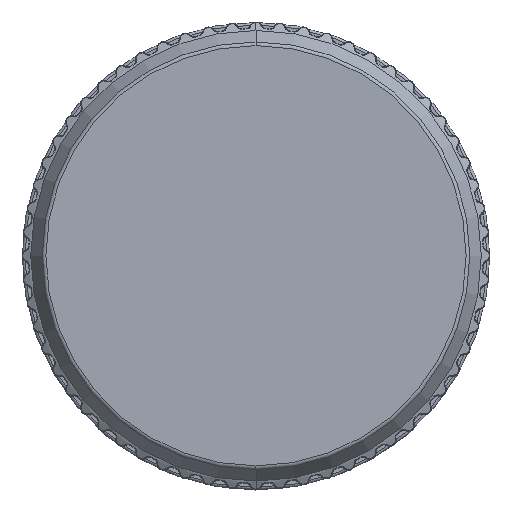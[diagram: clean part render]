
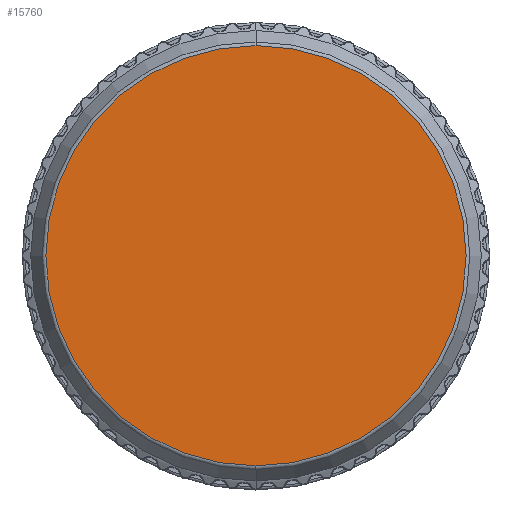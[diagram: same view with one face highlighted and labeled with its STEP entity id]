
A CAD part, top view. The second image highlights one B-rep face of the part: STEP entity #15760.
In plain terms, the highlighted face is planar.
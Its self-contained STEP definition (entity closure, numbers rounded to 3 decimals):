
#837=CARTESIAN_POINT('',(0.,29.,0.));
#838=DIRECTION('',(0.,1.,0.));
#839=DIRECTION('',(-1.,0.,0.));
#840=AXIS2_PLACEMENT_3D('',#837,#838,#839);
#845=CARTESIAN_POINT('',(0.,29.,0.));
#846=DIRECTION('',(0.,1.,0.));
#847=DIRECTION('',(1.,0.,0.));
#848=AXIS2_PLACEMENT_3D('',#845,#846,#847);
#15137=CARTESIAN_POINT('',(-24.717,29.,0.));
#15138=CARTESIAN_POINT('',(24.717,29.,0.));
#15139=VERTEX_POINT('',#15137);
#15140=VERTEX_POINT('',#15138);
#15749=CARTESIAN_POINT('',(0.,29.,0.));
#15750=DIRECTION('',(0.,-1.,0.));
#15751=DIRECTION('',(-1.,0.,0.));
#15752=AXIS2_PLACEMENT_3D('',#15749,#15750,#15751);
#15753=PLANE('',#15752);
#15755=ORIENTED_EDGE('',*,*,#15754,.F.);
#15757=ORIENTED_EDGE('',*,*,#15756,.F.);
#15758=EDGE_LOOP('',(#15755,#15757));
#15759=FACE_OUTER_BOUND('',#15758,.F.);
#15760=ADVANCED_FACE('',(#15759),#15753,.F.);
#841=CIRCLE('',#840,24.717);
#849=CIRCLE('',#848,24.717);
#15754=EDGE_CURVE('',#15139,#15140,#841,.T.);
#15756=EDGE_CURVE('',#15140,#15139,#849,.T.);
